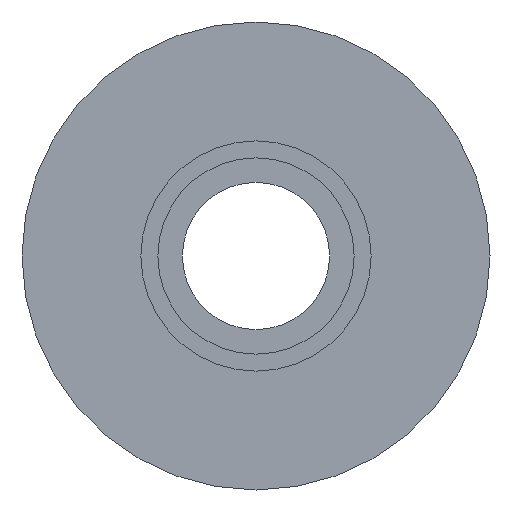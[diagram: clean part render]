
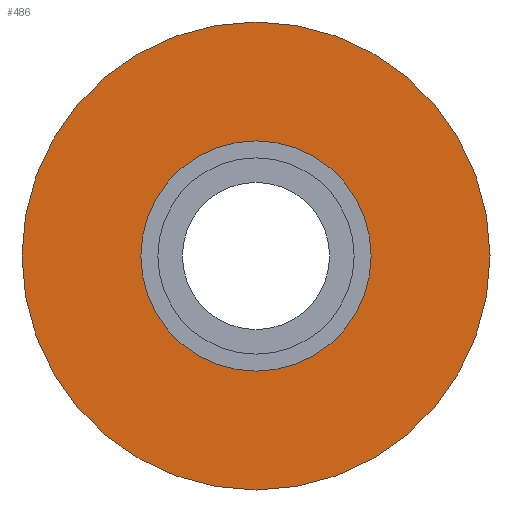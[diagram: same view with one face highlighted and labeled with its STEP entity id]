
A CAD part, front view. The second image highlights one B-rep face of the part: STEP entity #486.
In plain terms, the highlighted planar face has unit normal (0, -1, 0).
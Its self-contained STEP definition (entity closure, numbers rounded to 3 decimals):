
#1 = DIRECTION ( 'NONE',  ( 0., 0., 1. ) ) ;
#2 = ORIENTED_EDGE ( 'NONE', *, *, #622, .T. ) ;
#17 = EDGE_CURVE ( 'NONE', #151, #142, #696, .T. ) ;
#31 = AXIS2_PLACEMENT_3D ( 'NONE', #340, #542, #162 ) ;
#95 = EDGE_LOOP ( 'NONE', ( #2, #432 ) ) ;
#99 = DIRECTION ( 'NONE',  ( 0., 0., 1. ) ) ;
#114 = DIRECTION ( 'NONE',  ( 0., 1., 0. ) ) ;
#125 = AXIS2_PLACEMENT_3D ( 'NONE', #627, #114, #174 ) ;
#142 = VERTEX_POINT ( 'NONE', #160 ) ;
#151 = VERTEX_POINT ( 'NONE', #218 ) ;
#160 = CARTESIAN_POINT ( 'NONE',  ( 0., 0., 62. ) ) ;
#162 = DIRECTION ( 'NONE',  ( 0., 0., 1. ) ) ;
#171 = EDGE_CURVE ( 'NONE', #142, #151, #695, .T. ) ;
#174 = DIRECTION ( 'NONE',  ( 0., 0., 1. ) ) ;
#187 = AXIS2_PLACEMENT_3D ( 'NONE', #704, #582, #511 ) ;
#218 = CARTESIAN_POINT ( 'NONE',  ( 0., 0., -62. ) ) ;
#234 = FACE_BOUND ( 'NONE', #95, .T. ) ;
#246 = AXIS2_PLACEMENT_3D ( 'NONE', #755, #577, #1 ) ;
#281 = ORIENTED_EDGE ( 'NONE', *, *, #171, .F. ) ;
#289 = VERTEX_POINT ( 'NONE', #317 ) ;
#317 = CARTESIAN_POINT ( 'NONE',  ( 0., 0., 30.5 ) ) ;
#340 = CARTESIAN_POINT ( 'NONE',  ( 0., 0., 0. ) ) ;
#394 = VERTEX_POINT ( 'NONE', #504 ) ;
#396 = ORIENTED_EDGE ( 'NONE', *, *, #17, .F. ) ;
#397 = DIRECTION ( 'NONE',  ( 0., 1., 0. ) ) ;
#432 = ORIENTED_EDGE ( 'NONE', *, *, #480, .T. ) ;
#480 = EDGE_CURVE ( 'NONE', #394, #289, #781, .T. ) ;
#486 = ADVANCED_FACE ( 'NONE', ( #234, #783 ), #797, .F. ) ;
#504 = CARTESIAN_POINT ( 'NONE',  ( 0., 0., -30.5 ) ) ;
#511 = DIRECTION ( 'NONE',  ( 0., 0., 1. ) ) ;
#532 = CARTESIAN_POINT ( 'NONE',  ( 0., 0., 0. ) ) ;
#537 = CIRCLE ( 'NONE', #246, 30.5 ) ;
#542 = DIRECTION ( 'NONE',  ( 0., 1., 0. ) ) ;
#548 = EDGE_LOOP ( 'NONE', ( #396, #281 ) ) ;
#577 = DIRECTION ( 'NONE',  ( 0., 1., 0. ) ) ;
#582 = DIRECTION ( 'NONE',  ( 0., 1., 0. ) ) ;
#622 = EDGE_CURVE ( 'NONE', #289, #394, #537, .T. ) ;
#627 = CARTESIAN_POINT ( 'NONE',  ( 0., 0., 0. ) ) ;
#695 = CIRCLE ( 'NONE', #125, 62. ) ;
#696 = CIRCLE ( 'NONE', #187, 62. ) ;
#704 = CARTESIAN_POINT ( 'NONE',  ( 0., 0., 0. ) ) ;
#755 = CARTESIAN_POINT ( 'NONE',  ( 0., 0., 0. ) ) ;
#781 = CIRCLE ( 'NONE', #815, 30.5 ) ;
#783 = FACE_OUTER_BOUND ( 'NONE', #548, .T. ) ;
#797 = PLANE ( 'NONE',  #31 ) ;
#815 = AXIS2_PLACEMENT_3D ( 'NONE', #532, #397, #99 ) ;
